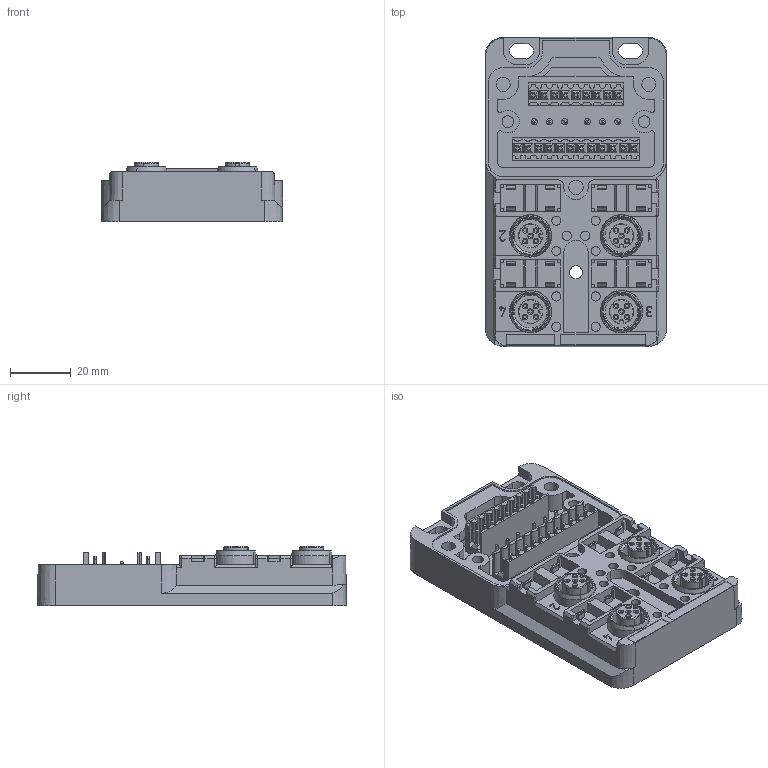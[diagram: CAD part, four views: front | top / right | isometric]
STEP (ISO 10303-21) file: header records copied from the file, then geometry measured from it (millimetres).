
FILE_DESCRIPTION(('CATIA V5 STEP Exchange','CAx-IF Rec.Pracs.--- Model Styling and Organization---1.4--- 2014-01-23'),'2;1');
FILE_NAME ('025709-3_1', '2020-03-02T05:48:14+00:00', ('none'), ('Weidmueller'), 'CATIA Version 5-6 Release 2016 SP3 HF44', 'CATIA V5 STEP AP214', 'none');
FILE_SCHEMA(('AUTOMOTIVE_DESIGN { 1 0 10303 214 1 1 1 1 }'));
Products named in the file (1): 1892101000
Bounding box: 60 x 102 x 19.5 mm (x, y, z)
Volume: 74129.2 mm3; surface area: 37947.8 mm2
Topology: 17 solids, 17 shells, 1978 faces, 5079 edges, 3264 vertices
Faces by surface type: plane 1070, cylinder 608, cone 248, torus 40, sphere 12
Entity records: 55937 total; most frequent: CARTESIAN_POINT 11273, ORIENTED_EDGE 10134, DIRECTION 7355, EDGE_CURVE 5067, VERTEX_POINT 3264, VECTOR 3063, LINE 3063, AXIS2_PLACEMENT_3D 2926
